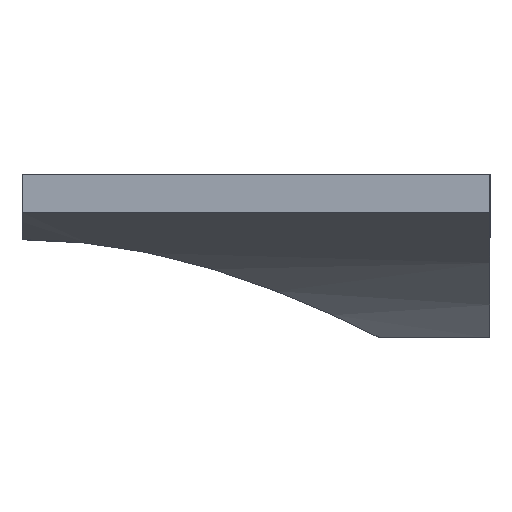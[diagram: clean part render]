
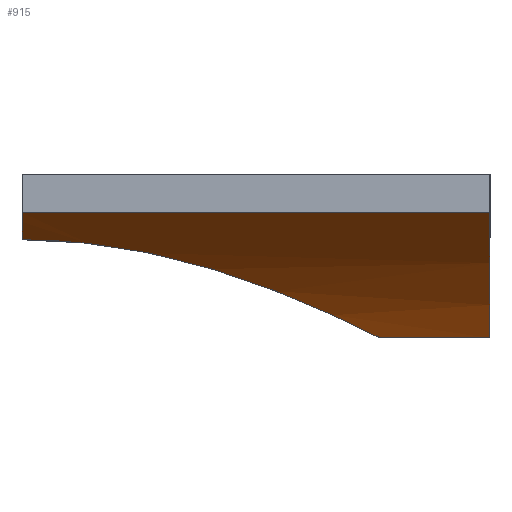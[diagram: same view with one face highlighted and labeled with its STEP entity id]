
A CAD part, left-side view. The second image highlights one B-rep face of the part: STEP entity #915.
In plain terms, the highlighted cylindrical face has radius 73 mm (diameter 146 mm), a partial arc.
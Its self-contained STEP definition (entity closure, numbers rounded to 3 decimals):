
#16 = EDGE_CURVE ( 'NONE', #1284, #1081, #670, .T. ) ;
#26 = CARTESIAN_POINT ( 'NONE',  ( -23.833, 0., -15.5 ) ) ;
#29 = DIRECTION ( 'NONE',  ( 0., 0., 1. ) ) ;
#60 = CARTESIAN_POINT ( 'NONE',  ( -42.5, 46., -5.853 ) ) ;
#62 = CARTESIAN_POINT ( 'NONE',  ( -38.204, 27.303, -8.712 ) ) ;
#76 = CARTESIAN_POINT ( 'NONE',  ( -35.688, 22.857, -10.192 ) ) ;
#83 = CARTESIAN_POINT ( 'NONE',  ( -40.166, 32.081, -7.458 ) ) ;
#100 = VERTEX_POINT ( 'NONE', #907 ) ;
#169 = CARTESIAN_POINT ( 'NONE',  ( -32.076, 18.106, -12.078 ) ) ;
#181 = VECTOR ( 'NONE', #245, 1000. ) ;
#208 = LINE ( 'NONE', #842, #1229 ) ;
#245 = DIRECTION ( 'NONE',  ( 0., -1., 0. ) ) ;
#251 = EDGE_CURVE ( 'NONE', #1081, #257, #1250, .T. ) ;
#257 = VERTEX_POINT ( 'NONE', #431 ) ;
#261 = B_SPLINE_CURVE_WITH_KNOTS ( 'NONE', 3,
 ( #608, #1119, #294, #708, #1032, #169, #595, #923, #722, #76, #504, #62, #828, #1042, #83, #916, #1332, #1354, #602, #494, #511, #939 ),
 .UNSPECIFIED., .F., .F.,
 ( 4, 2, 2, 2, 2, 2, 2, 2, 2, 2, 4 ),
 ( 0., 0.005, 0.011, 0.013, 0.016, 0.021, 0.027, 0.029, 0.032, 0.037, 0.043 ),
 .UNSPECIFIED. ) ;
#271 = AXIS2_PLACEMENT_3D ( 'NONE', #867, #674, #29 ) ;
#294 = CARTESIAN_POINT ( 'NONE',  ( -26.615, 12.822, -14.49 ) ) ;
#314 = DIRECTION ( 'NONE',  ( 0., 0., 1. ) ) ;
#431 = CARTESIAN_POINT ( 'NONE',  ( -46., 0., -3.183 ) ) ;
#472 = AXIS2_PLACEMENT_3D ( 'NONE', #925, #513, #1254 ) ;
#490 = VERTEX_POINT ( 'NONE', #60 ) ;
#494 = CARTESIAN_POINT ( 'NONE',  ( -42.386, 42.419, -5.935 ) ) ;
#499 = FACE_OUTER_BOUND ( 'NONE', #1218, .T. ) ;
#504 = CARTESIAN_POINT ( 'NONE',  ( -36.585, 24.305, -9.678 ) ) ;
#511 = CARTESIAN_POINT ( 'NONE',  ( -42.5, 44.198, -5.853 ) ) ;
#513 = DIRECTION ( 'NONE',  ( 0., 1., 0. ) ) ;
#551 = AXIS2_PLACEMENT_3D ( 'NONE', #847, #1168, #314 ) ;
#595 = CARTESIAN_POINT ( 'NONE',  ( -32.626, 18.751, -11.806 ) ) ;
#602 = CARTESIAN_POINT ( 'NONE',  ( -41.941, 38.904, -6.25 ) ) ;
#608 = CARTESIAN_POINT ( 'NONE',  ( -23.833, 10.811, -15.5 ) ) ;
#658 = ORIENTED_EDGE ( 'NONE', *, *, #1279, .F. ) ;
#670 = LINE ( 'NONE', #26, #181 ) ;
#672 = ORIENTED_EDGE ( 'NONE', *, *, #1351, .T. ) ;
#674 = DIRECTION ( 'NONE',  ( 0., 1., 0. ) ) ;
#708 = CARTESIAN_POINT ( 'NONE',  ( -29.17, 15.045, -13.433 ) ) ;
#722 = CARTESIAN_POINT ( 'NONE',  ( -34.205, 20.761, -10.993 ) ) ;
#734 = EDGE_CURVE ( 'NONE', #490, #100, #1205, .T. ) ;
#737 = DIRECTION ( 'NONE',  ( 0., 1., 0. ) ) ;
#828 = CARTESIAN_POINT ( 'NONE',  ( -38.926, 28.853, -8.26 ) ) ;
#838 = ORIENTED_EDGE ( 'NONE', *, *, #251, .T. ) ;
#842 = CARTESIAN_POINT ( 'NONE',  ( -46., 0., -3.183 ) ) ;
#847 = CARTESIAN_POINT ( 'NONE',  ( 0., 0., 53.5 ) ) ;
#867 = CARTESIAN_POINT ( 'NONE',  ( 0., 46., 53.5 ) ) ;
#907 = CARTESIAN_POINT ( 'NONE',  ( -46., 46., -3.183 ) ) ;
#915 = ADVANCED_FACE ( 'NONE', ( #499 ), #1137, .T. ) ;
#916 = CARTESIAN_POINT ( 'NONE',  ( -40.705, 33.747, -7.099 ) ) ;
#923 = CARTESIAN_POINT ( 'NONE',  ( -33.689, 20.077, -11.264 ) ) ;
#925 = CARTESIAN_POINT ( 'NONE',  ( 0., 0., 53.5 ) ) ;
#939 = CARTESIAN_POINT ( 'NONE',  ( -42.5, 46., -5.853 ) ) ;
#1032 = CARTESIAN_POINT ( 'NONE',  ( -30.375, 16.226, -12.892 ) ) ;
#1042 = CARTESIAN_POINT ( 'NONE',  ( -39.873, 31.264, -7.65 ) ) ;
#1081 = VERTEX_POINT ( 'NONE', #1216 ) ;
#1119 = CARTESIAN_POINT ( 'NONE',  ( -25.264, 11.78, -15.006 ) ) ;
#1137 = CYLINDRICAL_SURFACE ( 'NONE', #472, 73. ) ;
#1148 = CARTESIAN_POINT ( 'NONE',  ( -23.833, 10.811, -15.5 ) ) ;
#1164 = ORIENTED_EDGE ( 'NONE', *, *, #16, .T. ) ;
#1168 = DIRECTION ( 'NONE',  ( 0., 1., 0. ) ) ;
#1193 = ORIENTED_EDGE ( 'NONE', *, *, #734, .F. ) ;
#1205 = CIRCLE ( 'NONE', #271, 73. ) ;
#1216 = CARTESIAN_POINT ( 'NONE',  ( -23.833, 0., -15.5 ) ) ;
#1218 = EDGE_LOOP ( 'NONE', ( #658, #1164, #838, #672, #1193 ) ) ;
#1229 = VECTOR ( 'NONE', #737, 1000. ) ;
#1250 = CIRCLE ( 'NONE', #551, 73. ) ;
#1254 = DIRECTION ( 'NONE',  ( 0., 0., 1. ) ) ;
#1279 = EDGE_CURVE ( 'NONE', #1284, #490, #261, .T. ) ;
#1284 = VERTEX_POINT ( 'NONE', #1148 ) ;
#1332 = CARTESIAN_POINT ( 'NONE',  ( -40.952, 34.598, -6.932 ) ) ;
#1351 = EDGE_CURVE ( 'NONE', #257, #100, #208, .T. ) ;
#1354 = CARTESIAN_POINT ( 'NONE',  ( -41.61, 37.169, -6.482 ) ) ;
